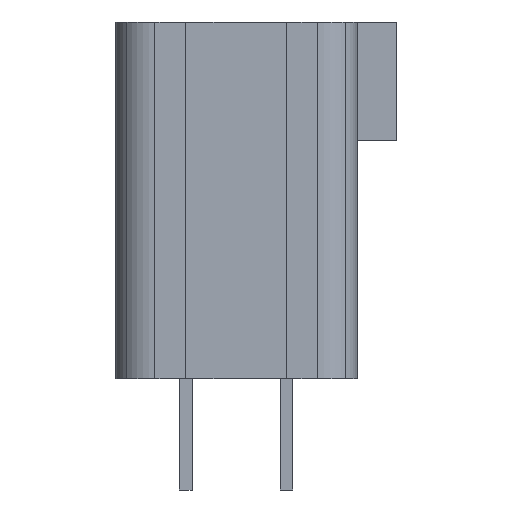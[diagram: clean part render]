
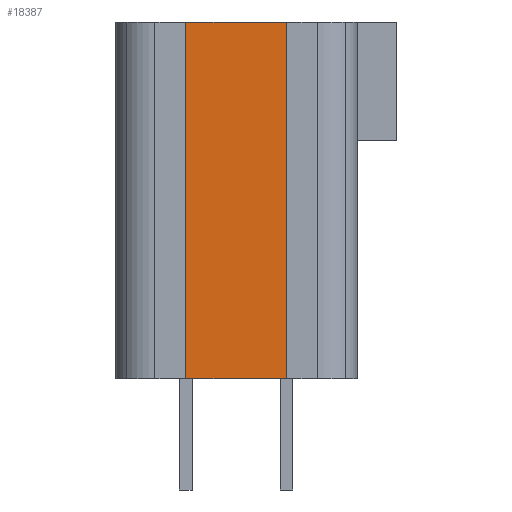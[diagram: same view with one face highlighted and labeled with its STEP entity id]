
A CAD part, left-side view. The second image highlights one B-rep face of the part: STEP entity #18387.
In plain terms, the highlighted planar face has unit normal (-1, 0, 0).
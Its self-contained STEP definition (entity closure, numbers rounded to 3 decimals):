
#8171=CARTESIAN_POINT('',(-26.65,-1.27,0.));
#8172=VERTEX_POINT('',#8171);
#8179=CARTESIAN_POINT('',(-26.65,1.27,0.));
#8180=VERTEX_POINT('',#8179);
#8181=CARTESIAN_POINT('',(-26.65,1.27,0.));
#8182=DIRECTION('',(0.0,-1.0,0.0));
#8183=VECTOR('',#8182,2.54);
#8184=LINE('',#8181,#8183);
#8185=EDGE_CURVE('',#8180,#8172,#8184,.T.);
#18345=CARTESIAN_POINT('',(-26.65,-1.27,9.));
#18346=VERTEX_POINT('',#18345);
#18353=CARTESIAN_POINT('',(-26.65,-1.27,0.));
#18354=DIRECTION('',(0.0,0.0,1.0));
#18355=VECTOR('',#18354,9.);
#18356=LINE('',#18353,#18355);
#18357=EDGE_CURVE('',#8172,#18346,#18356,.T.);
#18364=CARTESIAN_POINT('',(-26.65,-1.27,2.));
#18365=DIRECTION('',(-1.0,0.0,0.0));
#18366=DIRECTION('',(0.0,0.0,1.0));
#18367=AXIS2_PLACEMENT_3D('',#18364,#18365,#18366);
#18368=PLANE('',#18367);
#18369=CARTESIAN_POINT('',(-26.65,1.27,9.));
#18370=VERTEX_POINT('',#18369);
#18371=CARTESIAN_POINT('',(-26.65,1.27,9.));
#18372=DIRECTION('',(0.0,-1.0,0.0));
#18373=VECTOR('',#18372,2.54);
#18374=LINE('',#18371,#18373);
#18375=EDGE_CURVE('',#18346,#18370,#18374,.F.);
#18376=ORIENTED_EDGE('',*,*,#18375,.T.);
#18377=CARTESIAN_POINT('',(-26.65,1.27,0.));
#18378=DIRECTION('',(0.0,0.0,1.0));
#18379=VECTOR('',#18378,9.);
#18380=LINE('',#18377,#18379);
#18381=EDGE_CURVE('',#8180,#18370,#18380,.T.);
#18382=ORIENTED_EDGE('',*,*,#18381,.F.);
#18383=ORIENTED_EDGE('',*,*,#8185,.T.);
#18384=ORIENTED_EDGE('',*,*,#18357,.T.);
#18385=EDGE_LOOP('',(#18376,#18382,#18383,#18384));
#18386=FACE_OUTER_BOUND('',#18385,.T.);
#18387=ADVANCED_FACE('',(#18386),#18368,.T.);
